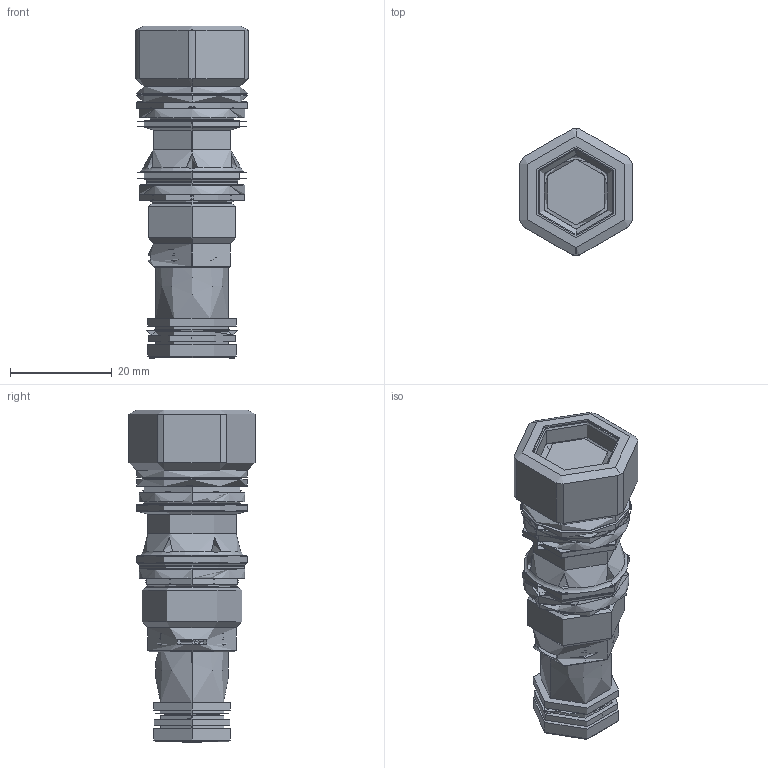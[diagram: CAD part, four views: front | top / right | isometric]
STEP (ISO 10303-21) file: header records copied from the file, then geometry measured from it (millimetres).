
FILE_DESCRIPTION((''),'2;1');
FILE_NAME('PPDL8WN_SW','2022-05-04T10:19:25',('SigMax'),(''),'CREO PARAMETRIC BY PTC INC, 2021072','CREO PARAMETRIC BY PTC INC, 2021072','');
FILE_SCHEMA(('AUTOMOTIVE_DESIGN { 1 0 10303 214 1 1 1 1 }'));
Length unit declared in the file: inch
Products named in the file (1): PPDL8WN_SW
Bounding box: 22.23 x 24.84 x 65.37 mm (x, y, z)
Topology: 0 solids, 0 shells, 266 faces, 1290 edges, 1266 vertices
Faces by surface type: cylinder 125, cone 52, torus 43, plane 36, revolution 10
Entity records: 25223 total; most frequent: CARTESIAN_POINT 11423, DIRECTION 2264, TRIMMED_CURVE 1419, DEFINITIONAL_REPRESENTATION 1242, PCURVE 1242, COMPOSITE_CURVE_SEGMENT 1242, VECTOR 1096, LINE 1096
